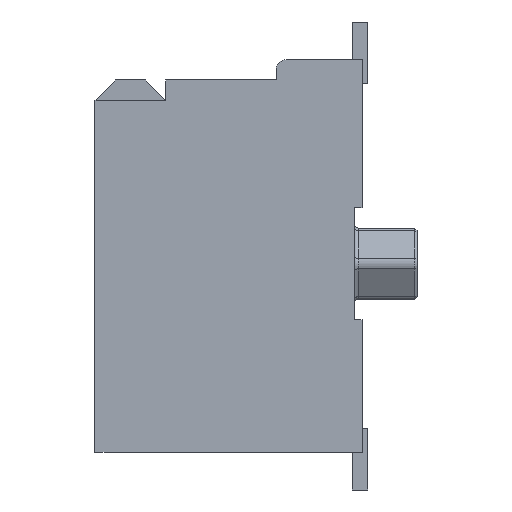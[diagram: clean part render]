
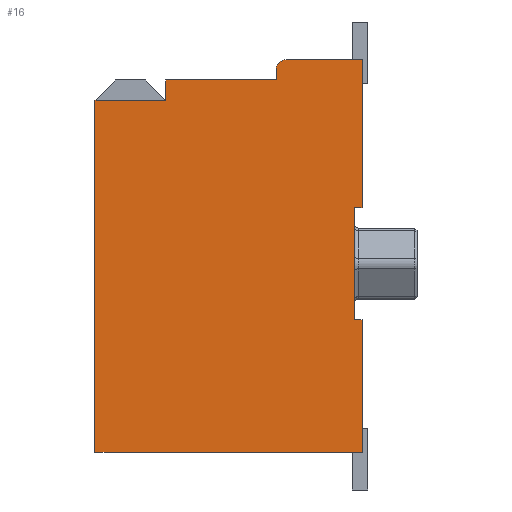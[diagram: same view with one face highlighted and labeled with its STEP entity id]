
A CAD part, left-side view. The second image highlights one B-rep face of the part: STEP entity #16.
In plain terms, the highlighted planar face has unit normal (-1, 0, 0).
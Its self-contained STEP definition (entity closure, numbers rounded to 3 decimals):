
#3 = CARTESIAN_POINT ( 'NONE',  ( -5.5, 1.8, 3.61 ) ) ;
#7 = VERTEX_POINT ( 'NONE', #6655 ) ;
#16 = ADVANCED_FACE ( 'NONE', ( #1231 ), #4523, .F. ) ;
#92 = ORIENTED_EDGE ( 'NONE', *, *, #2281, .T. ) ;
#169 = CARTESIAN_POINT ( 'NONE',  ( -5.5, 1.8, 4.01 ) ) ;
#172 = VERTEX_POINT ( 'NONE', #874 ) ;
#203 = EDGE_CURVE ( 'NONE', #3223, #7, #1558, .T. ) ;
#204 = DIRECTION ( 'NONE',  ( 0., 0., -1. ) ) ;
#417 = VECTOR ( 'NONE', #5264, 1000. ) ;
#435 = EDGE_CURVE ( 'NONE', #1503, #2792, #2619, .T. ) ;
#454 = DIRECTION ( 'NONE',  ( 0., -1., 0. ) ) ;
#582 = CARTESIAN_POINT ( 'NONE',  ( -5.5, 0.26, -1.1 ) ) ;
#665 = DIRECTION ( 'NONE',  ( -1., 0., 0. ) ) ;
#668 = EDGE_CURVE ( 'NONE', #3223, #737, #6889, .T. ) ;
#721 = VECTOR ( 'NONE', #454, 1000. ) ;
#737 = VERTEX_POINT ( 'NONE', #582 ) ;
#851 = EDGE_CURVE ( 'NONE', #6160, #3629, #5170, .T. ) ;
#874 = CARTESIAN_POINT ( 'NONE',  ( -5.5, 3.97, 3.61 ) ) ;
#889 = DIRECTION ( 'NONE',  ( 0., -1., 0. ) ) ;
#927 = EDGE_CURVE ( 'NONE', #3629, #172, #5805, .T. ) ;
#966 = VECTOR ( 'NONE', #6564, 1000. ) ;
#1044 = EDGE_CURVE ( 'NONE', #2792, #5528, #4884, .T. ) ;
#1231 = FACE_OUTER_BOUND ( 'NONE', #6784, .T. ) ;
#1400 = CARTESIAN_POINT ( 'NONE',  ( -5.5, 0.11, -3.71 ) ) ;
#1417 = VECTOR ( 'NONE', #6592, 1000. ) ;
#1503 = VERTEX_POINT ( 'NONE', #4551 ) ;
#1558 = LINE ( 'NONE', #2580, #721 ) ;
#1563 = CARTESIAN_POINT ( 'NONE',  ( -5.5, 5.36, 3.21 ) ) ;
#1588 = DIRECTION ( 'NONE',  ( 0., -1., 0. ) ) ;
#1648 = DIRECTION ( 'NONE',  ( 0., -1., 0. ) ) ;
#1761 = ORIENTED_EDGE ( 'NONE', *, *, #2096, .F. ) ;
#1771 = DIRECTION ( 'NONE',  ( 0., 0., -1. ) ) ;
#1863 = DIRECTION ( 'NONE',  ( 0., 0., 1. ) ) ;
#2023 = CARTESIAN_POINT ( 'NONE',  ( -5.5, 0.11, 4.01 ) ) ;
#2055 = CARTESIAN_POINT ( 'NONE',  ( -5.5, 3.97, 3.21 ) ) ;
#2096 = EDGE_CURVE ( 'NONE', #6799, #6160, #3595, .T. ) ;
#2131 = VERTEX_POINT ( 'NONE', #2023 ) ;
#2151 = ORIENTED_EDGE ( 'NONE', *, *, #6623, .T. ) ;
#2253 = AXIS2_PLACEMENT_3D ( 'NONE', #3375, #6688, #1771 ) ;
#2271 = CARTESIAN_POINT ( 'NONE',  ( -5.5, 3.97, 3.21 ) ) ;
#2280 = AXIS2_PLACEMENT_3D ( 'NONE', #3838, #665, #3879 ) ;
#2281 = EDGE_CURVE ( 'NONE', #6799, #5919, #6633, .T. ) ;
#2323 = CARTESIAN_POINT ( 'NONE',  ( -5.5, 5.36, 3.61 ) ) ;
#2428 = LINE ( 'NONE', #5647, #4871 ) ;
#2517 = VECTOR ( 'NONE', #5376, 1000. ) ;
#2580 = CARTESIAN_POINT ( 'NONE',  ( -5.5, 0.26, 1.1 ) ) ;
#2619 = CIRCLE ( 'NONE', #2280, 0.2 ) ;
#2652 = LINE ( 'NONE', #6971, #3516 ) ;
#2704 = EDGE_CURVE ( 'NONE', #5919, #3767, #2779, .T. ) ;
#2712 = CARTESIAN_POINT ( 'NONE',  ( -5.5, 5.36, -3.71 ) ) ;
#2779 = LINE ( 'NONE', #5950, #1417 ) ;
#2792 = VERTEX_POINT ( 'NONE', #3812 ) ;
#2956 = ORIENTED_EDGE ( 'NONE', *, *, #5682, .F. ) ;
#3148 = CARTESIAN_POINT ( 'NONE',  ( -5.5, 0.11, -1.1 ) ) ;
#3169 = LINE ( 'NONE', #4951, #4545 ) ;
#3181 = CARTESIAN_POINT ( 'NONE',  ( -5.5, 0.26, 0. ) ) ;
#3223 = VERTEX_POINT ( 'NONE', #6307 ) ;
#3375 = CARTESIAN_POINT ( 'NONE',  ( -5.5, 5.36, 4.01 ) ) ;
#3396 = ORIENTED_EDGE ( 'NONE', *, *, #927, .F. ) ;
#3516 = VECTOR ( 'NONE', #1588, 1000. ) ;
#3595 = LINE ( 'NONE', #6484, #417 ) ;
#3629 = VERTEX_POINT ( 'NONE', #2271 ) ;
#3767 = VERTEX_POINT ( 'NONE', #3148 ) ;
#3812 = CARTESIAN_POINT ( 'NONE',  ( -5.5, 1.8, 3.81 ) ) ;
#3838 = CARTESIAN_POINT ( 'NONE',  ( -5.5, 1.6, 3.81 ) ) ;
#3879 = DIRECTION ( 'NONE',  ( 0., 0., -1. ) ) ;
#3949 = LINE ( 'NONE', #2323, #5006 ) ;
#3969 = ORIENTED_EDGE ( 'NONE', *, *, #668, .F. ) ;
#3985 = DIRECTION ( 'NONE',  ( 0., 1., 0. ) ) ;
#4523 = PLANE ( 'NONE',  #2253 ) ;
#4545 = VECTOR ( 'NONE', #1648, 1000. ) ;
#4551 = CARTESIAN_POINT ( 'NONE',  ( -5.5, 1.6, 4.01 ) ) ;
#4739 = DIRECTION ( 'NONE',  ( 0., 0., -1. ) ) ;
#4871 = VECTOR ( 'NONE', #1863, 1000. ) ;
#4884 = LINE ( 'NONE', #169, #6624 ) ;
#4951 = CARTESIAN_POINT ( 'NONE',  ( -5.5, 0.26, -1.1 ) ) ;
#5006 = VECTOR ( 'NONE', #3985, 1000. ) ;
#5049 = ORIENTED_EDGE ( 'NONE', *, *, #2704, .T. ) ;
#5130 = VECTOR ( 'NONE', #4739, 1000. ) ;
#5170 = LINE ( 'NONE', #6845, #5598 ) ;
#5236 = CARTESIAN_POINT ( 'NONE',  ( -5.5, 5.36, -3.71 ) ) ;
#5264 = DIRECTION ( 'NONE',  ( 0., 0., 1. ) ) ;
#5376 = DIRECTION ( 'NONE',  ( 0., 0., 1. ) ) ;
#5502 = ORIENTED_EDGE ( 'NONE', *, *, #435, .T. ) ;
#5528 = VERTEX_POINT ( 'NONE', #3 ) ;
#5598 = VECTOR ( 'NONE', #889, 1000. ) ;
#5647 = CARTESIAN_POINT ( 'NONE',  ( -5.5, 0.11, 4.01 ) ) ;
#5682 = EDGE_CURVE ( 'NONE', #737, #3767, #3169, .T. ) ;
#5805 = LINE ( 'NONE', #2055, #2517 ) ;
#5919 = VERTEX_POINT ( 'NONE', #1400 ) ;
#5950 = CARTESIAN_POINT ( 'NONE',  ( -5.5, 0.11, 4.01 ) ) ;
#5985 = ORIENTED_EDGE ( 'NONE', *, *, #6499, .F. ) ;
#6008 = ORIENTED_EDGE ( 'NONE', *, *, #851, .F. ) ;
#6160 = VERTEX_POINT ( 'NONE', #1563 ) ;
#6307 = CARTESIAN_POINT ( 'NONE',  ( -5.5, 0.26, 1.1 ) ) ;
#6484 = CARTESIAN_POINT ( 'NONE',  ( -5.5, 5.36, 4.01 ) ) ;
#6499 = EDGE_CURVE ( 'NONE', #1503, #2131, #2652, .T. ) ;
#6564 = DIRECTION ( 'NONE',  ( 0., -1., 0. ) ) ;
#6568 = ORIENTED_EDGE ( 'NONE', *, *, #203, .T. ) ;
#6575 = ORIENTED_EDGE ( 'NONE', *, *, #1044, .T. ) ;
#6592 = DIRECTION ( 'NONE',  ( 0., 0., 1. ) ) ;
#6623 = EDGE_CURVE ( 'NONE', #5528, #172, #3949, .T. ) ;
#6624 = VECTOR ( 'NONE', #204, 1000. ) ;
#6633 = LINE ( 'NONE', #2712, #966 ) ;
#6655 = CARTESIAN_POINT ( 'NONE',  ( -5.5, 0.11, 1.1 ) ) ;
#6688 = DIRECTION ( 'NONE',  ( 1., 0., 0. ) ) ;
#6784 = EDGE_LOOP ( 'NONE', ( #2151, #3396, #6008, #1761, #92, #5049, #2956, #3969, #6568, #6879, #5985, #5502, #6575 ) ) ;
#6799 = VERTEX_POINT ( 'NONE', #5236 ) ;
#6841 = EDGE_CURVE ( 'NONE', #7, #2131, #2428, .T. ) ;
#6845 = CARTESIAN_POINT ( 'NONE',  ( -5.5, 5.36, 3.21 ) ) ;
#6879 = ORIENTED_EDGE ( 'NONE', *, *, #6841, .T. ) ;
#6889 = LINE ( 'NONE', #3181, #5130 ) ;
#6971 = CARTESIAN_POINT ( 'NONE',  ( -5.5, 5.36, 4.01 ) ) ;
